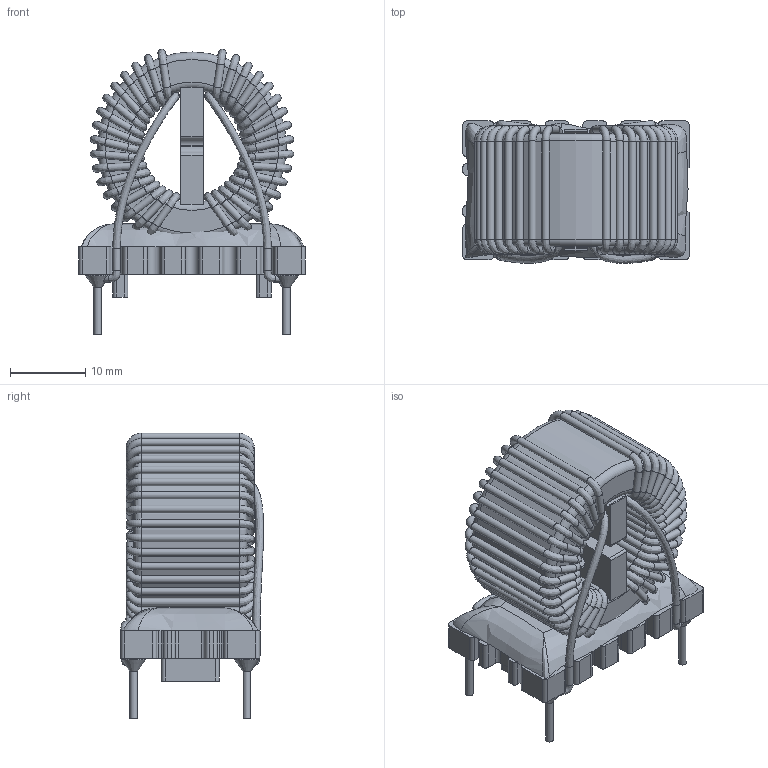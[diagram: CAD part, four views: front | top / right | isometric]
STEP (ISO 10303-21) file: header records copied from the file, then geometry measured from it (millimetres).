
FILE_DESCRIPTION(/* description */ ('Unknown'),/* implementation_level */ '2;1');
FILE_NAME(/* name */ '7448258022_XL',/* time_stamp */ '2023-06-13T14:07:01+02:00',/* author */ ('Unknown'),/* organization */ ('Unknown'),/* preprocessor_version */ 'ST-DEVELOPER v16.7',/* originating_system */ 'Solid Edge',/* authorisation */ 'Unknown');
FILE_SCHEMA (('AUTOMOTIVE_DESIGN {1 0 10303 214 3 1 1}'));
Length unit declared in the file: millimetre
Products named in the file (6): 7448258022_XL; 7448258022; Spacer; Glue; Solderpoint; Base
Assembly tree (5 placements, depth 2):
  7448258022_XL
    7448258022
    Spacer
    Glue
    Solderpoint
    Base
Bounding box: 30 x 18.96 x 37.87 mm (x, y, z)
Volume: 9648.7 mm3; surface area: 11022.2 mm2
Topology: 10 solids, 10 shells, 528 faces, 1236 edges, 720 vertices
Faces by surface type: cylinder 230, plane 128, bspline 88, torus 78, cone 4
Full cylindrical faces by diameter (mm): 1 x156, 15 x1, 25 x1
Entity records: 34629 total; most frequent: CARTESIAN_POINT 20792, DIRECTION 2204, ORIENTED_EDGE 1768, AXIS2_PLACEMENT_3D 922, EDGE_CURVE 884, EDGE_LOOP 858, FACE_BOUND 858, VERTEX_POINT 692
